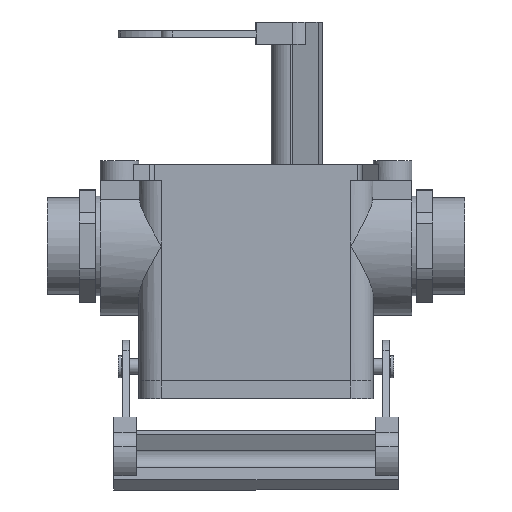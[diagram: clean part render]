
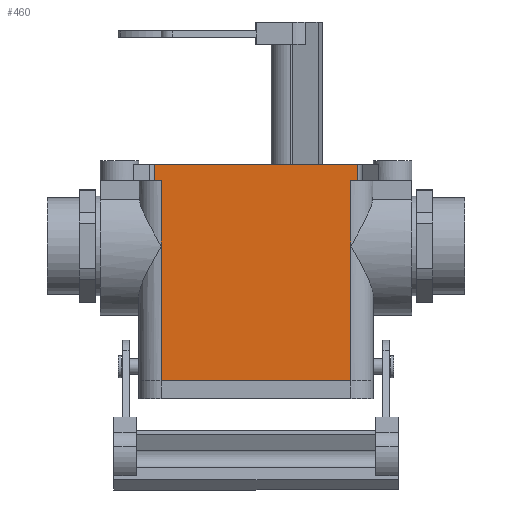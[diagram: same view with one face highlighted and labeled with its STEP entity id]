
A CAD part, top view. The second image highlights one B-rep face of the part: STEP entity #460.
In plain terms, the highlighted planar face has unit normal (0, 0, 1).
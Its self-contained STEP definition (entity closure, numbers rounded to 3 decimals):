
#460 = ADVANCED_FACE( '', ( #1054 ), #1055, .F. );
#1054 = FACE_OUTER_BOUND( '', #1796, .T. );
#1055 = PLANE( '', #1797 );
#1796 = EDGE_LOOP( '', ( #3118, #3119, #3120, #3121, #3122, #3123, #3124, #3125, #3126, #3127 ) );
#1797 = AXIS2_PLACEMENT_3D( '', #3128, #3129, #3130 );
#3118 = ORIENTED_EDGE( '', *, *, #4579, .T. );
#3119 = ORIENTED_EDGE( '', *, *, #4546, .T. );
#3120 = ORIENTED_EDGE( '', *, *, #4705, .F. );
#3121 = ORIENTED_EDGE( '', *, *, #4706, .T. );
#3122 = ORIENTED_EDGE( '', *, *, #4707, .T. );
#3123 = ORIENTED_EDGE( '', *, *, #4673, .F. );
#3124 = ORIENTED_EDGE( '', *, *, #4308, .F. );
#3125 = ORIENTED_EDGE( '', *, *, #4615, .F. );
#3126 = ORIENTED_EDGE( '', *, *, #4708, .F. );
#3127 = ORIENTED_EDGE( '', *, *, #4395, .T. );
#3128 = CARTESIAN_POINT( '', ( 32.515, -5., 21.5 ) );
#3129 = DIRECTION( '', ( 0., 0., -1. ) );
#3130 = DIRECTION( '', ( -1., 0., 0. ) );
#4308 = EDGE_CURVE( '', #5074, #5170, #5171, .T. );
#4395 = EDGE_CURVE( '', #5318, #5322, #5324, .T. );
#4546 = EDGE_CURVE( '', #5572, #5569, #5573, .F. );
#4579 = EDGE_CURVE( '', #5322, #5572, #5622, .T. );
#4615 = EDGE_CURVE( '', #5678, #5074, #5679, .T. );
#4673 = EDGE_CURVE( '', #5170, #5763, #5764, .T. );
#4705 = EDGE_CURVE( '', #5807, #5569, #5808, .T. );
#4706 = EDGE_CURVE( '', #5807, #5506, #5809, .T. );
#4707 = EDGE_CURVE( '', #5506, #5763, #5810, .T. );
#4708 = EDGE_CURVE( '', #5318, #5678, #5811, .T. );
#5074 = VERTEX_POINT( '', #6345 );
#5170 = VERTEX_POINT( '', #6545 );
#5171 = LINE( '', #6546, #6547 );
#5318 = VERTEX_POINT( '', #6740 );
#5322 = VERTEX_POINT( '', #6745 );
#5324 = LINE( '', #6747, #6748 );
#5506 = VERTEX_POINT( '', #7080 );
#5569 = VERTEX_POINT( '', #7205 );
#5572 = VERTEX_POINT( '', #7208 );
#5573 = LINE( '', #7209, #7210 );
#5622 = LINE( '', #7274, #7275 );
#5678 = VERTEX_POINT( '', #7354 );
#5679 = LINE( '', #7355, #7356 );
#5763 = VERTEX_POINT( '', #7469 );
#5764 = LINE( '', #7470, #7471 );
#5807 = VERTEX_POINT( '', #7529 );
#5808 = LINE( '', #7530, #7531 );
#5809 = LINE( '', #7532, #7533 );
#5810 = LINE( '', #7534, #7535 );
#5811 = LINE( '', #7536, #7537 );
#6345 = CARTESIAN_POINT( '', ( 29.5, -25.5, 21.5 ) );
#6545 = CARTESIAN_POINT( '', ( 29.5, -67.4, 21.5 ) );
#6546 = CARTESIAN_POINT( '', ( 29.5, 64.704, 21.5 ) );
#6547 = VECTOR( '', #8092, 1000. );
#6740 = CARTESIAN_POINT( '', ( 31.686, -5., 21.5 ) );
#6745 = CARTESIAN_POINT( '', ( 31.686, 0., 21.5 ) );
#6747 = CARTESIAN_POINT( '', ( 31.686, 0., 21.5 ) );
#6748 = VECTOR( '', #8221, 1000. );
#7080 = CARTESIAN_POINT( '', ( -29.5, -25.5, 21.5 ) );
#7205 = CARTESIAN_POINT( '', ( -31.686, -5., 21.5 ) );
#7208 = CARTESIAN_POINT( '', ( -31.686, 0., 21.5 ) );
#7209 = CARTESIAN_POINT( '', ( -31.686, -5., 21.5 ) );
#7210 = VECTOR( '', #8438, 1000. );
#7274 = CARTESIAN_POINT( '', ( 32.515, 0., 21.5 ) );
#7275 = VECTOR( '', #8481, 1000. );
#7354 = CARTESIAN_POINT( '', ( 29.5, -5., 21.5 ) );
#7355 = CARTESIAN_POINT( '', ( 29.5, 64.704, 21.5 ) );
#7356 = VECTOR( '', #8520, 1000. );
#7469 = CARTESIAN_POINT( '', ( -29.5, -67.4, 21.5 ) );
#7470 = CARTESIAN_POINT( '', ( -29.5, -67.4, 21.5 ) );
#7471 = VECTOR( '', #8592, 1000. );
#7529 = CARTESIAN_POINT( '', ( -29.5, -5., 21.5 ) );
#7530 = CARTESIAN_POINT( '', ( 32.515, -5., 21.5 ) );
#7531 = VECTOR( '', #8629, 1000. );
#7532 = CARTESIAN_POINT( '', ( -29.5, 64.704, 21.5 ) );
#7533 = VECTOR( '', #8630, 1000. );
#7534 = CARTESIAN_POINT( '', ( -29.5, 64.704, 21.5 ) );
#7535 = VECTOR( '', #8631, 1000. );
#7536 = CARTESIAN_POINT( '', ( 32.515, -5., 21.5 ) );
#7537 = VECTOR( '', #8632, 1000. );
#8092 = DIRECTION( '', ( 0., -1., 0. ) );
#8221 = DIRECTION( '', ( 0., 1., 0. ) );
#8438 = DIRECTION( '', ( 0., 1., 0. ) );
#8481 = DIRECTION( '', ( -1., 0., 0. ) );
#8520 = DIRECTION( '', ( 0., -1., 0. ) );
#8592 = DIRECTION( '', ( -1., 0., 0. ) );
#8629 = DIRECTION( '', ( -1., 0., 0. ) );
#8630 = DIRECTION( '', ( 0., -1., 0. ) );
#8631 = DIRECTION( '', ( 0., -1., 0. ) );
#8632 = DIRECTION( '', ( -1., 0., 0. ) );
